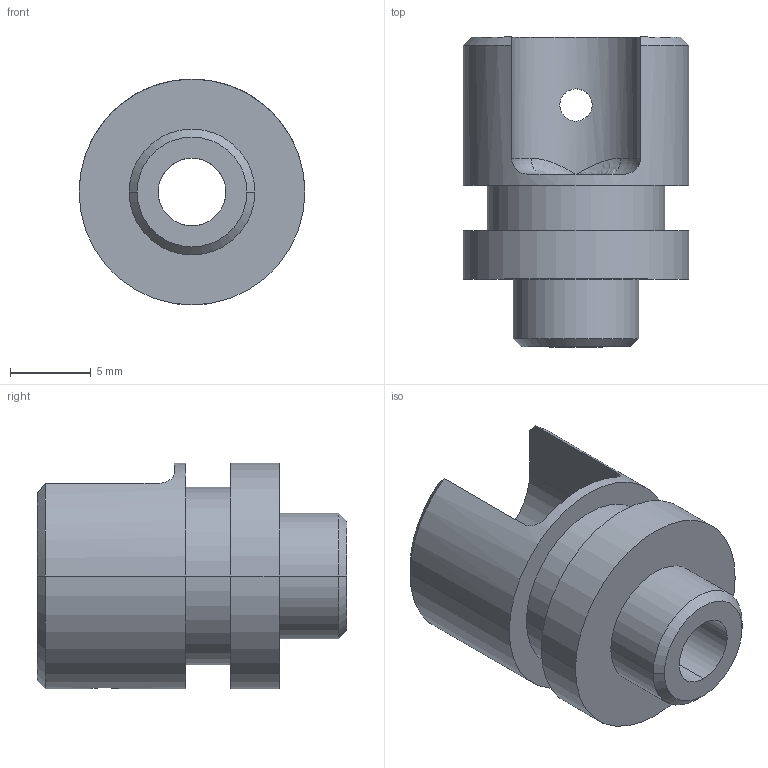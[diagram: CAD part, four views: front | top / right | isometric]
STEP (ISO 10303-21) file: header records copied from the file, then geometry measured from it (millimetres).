
FILE_DESCRIPTION (( 'STEP AP214' ), '1' );
FILE_NAME ('CYC-019.step', '2024-04-03T09:39:56', ( '' ), ( '' ), 'SwSTEP 2.0', 'SolidWorks 2024', '' );
FILE_SCHEMA (( 'AUTOMOTIVE_DESIGN' ));
Length unit declared in the file: millimetre
Products named in the file (1): CYC-019
Bounding box: 14 x 19.2 x 14 mm (x, y, z)
Volume: 1644.3 mm3; surface area: 1374.5 mm2
Topology: 1 solids, 1 shells, 32 faces, 76 edges, 46 vertices
Faces by surface type: cylinder 15, plane 8, cone 5, bspline 2, torus 2
Entity records: 1121 total; most frequent: CARTESIAN_POINT 333, DIRECTION 164, ORIENTED_EDGE 148, EDGE_CURVE 74, AXIS2_PLACEMENT_3D 69, VERTEX_POINT 46, CIRCLE 38, EDGE_LOOP 38
